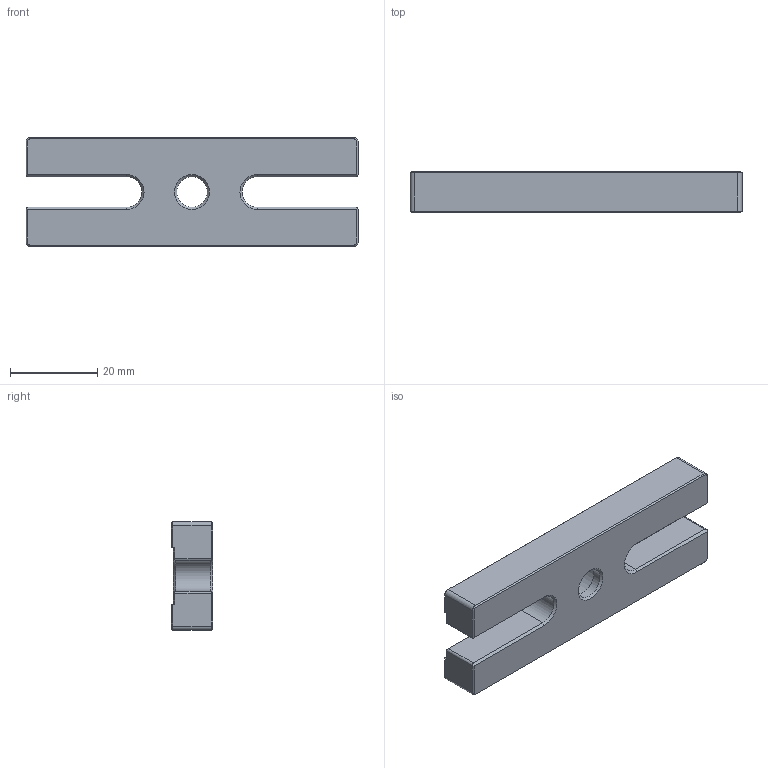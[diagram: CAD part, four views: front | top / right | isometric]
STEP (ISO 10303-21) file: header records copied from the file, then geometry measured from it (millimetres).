
FILE_DESCRIPTION (( 'STEP AP203' ), '1' );
FILE_NAME ('SB-1S.step', '2017-01-11T07:28:12', ( '¦K¬P' ), ( '' ), 'SwSTEP 2.0', 'SolidWorks 2012', '' );
FILE_SCHEMA (( 'CONFIG_CONTROL_DESIGN' ));
Length unit declared in the file: millimetre
Products named in the file (1): SB-1S
Bounding box: 76.2 x 9.5 x 25 mm (x, y, z)
Volume: 13568.6 mm3; surface area: 6004.3 mm2
Topology: 1 solids, 1 shells, 67 faces, 166 edges, 102 vertices
Faces by surface type: plane 41, cone 14, cylinder 12
Full cylindrical faces by diameter (mm): 7 x1, 11 x1
Entity records: 2003 total; most frequent: CARTESIAN_POINT 380, ORIENTED_EDGE 324, DIRECTION 312, EDGE_CURVE 162, LINE 116, VECTOR 116, VERTEX_POINT 102, AXIS2_PLACEMENT_3D 98
